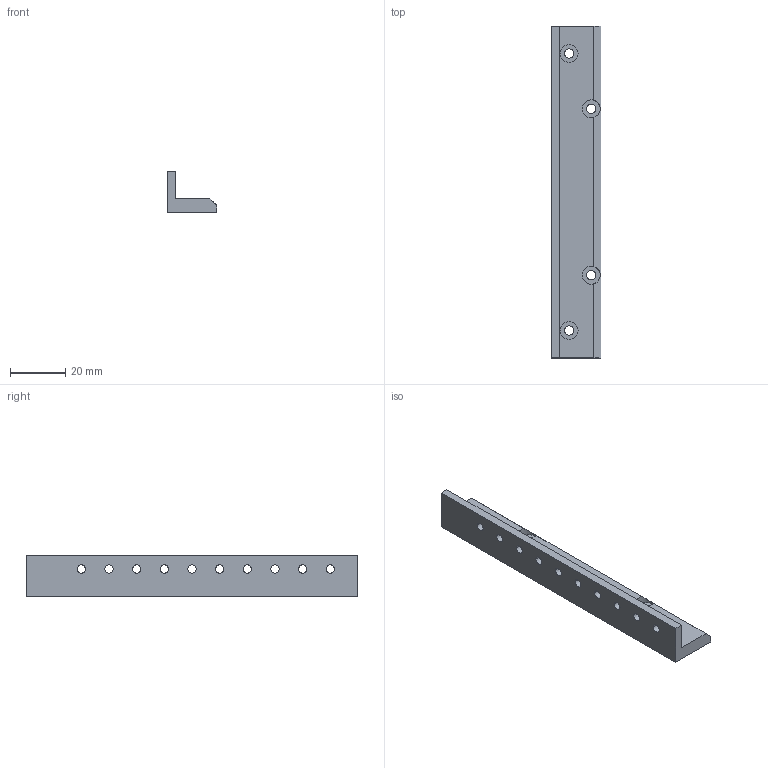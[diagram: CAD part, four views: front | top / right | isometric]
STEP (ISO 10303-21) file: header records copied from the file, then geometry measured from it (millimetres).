
FILE_DESCRIPTION (( 'STEP AP203' ), '1' );
FILE_NAME ('bed chassis-cable guide.STEP', '2018-01-09T05:07:07', ( '' ), ( '' ), 'SwSTEP 2.0', 'SolidWorks 2017', '' );
FILE_SCHEMA (( 'CONFIG_CONTROL_DESIGN' ));
Length unit declared in the file: millimetre
Products named in the file (1): bed chassis-cable guide
Bounding box: 18 x 120 x 15 mm (x, y, z)
Volume: 13361.1 mm3; surface area: 8345 mm2
Topology: 1 solids, 1 shells, 49 faces, 135 edges, 90 vertices
Faces by surface type: cylinder 36, plane 13
Entity records: 1734 total; most frequent: DIRECTION 303, CARTESIAN_POINT 287, ORIENTED_EDGE 270, EDGE_CURVE 135, AXIS2_PLACEMENT_3D 122, VERTEX_POINT 90, EDGE_LOOP 79, CIRCLE 72
